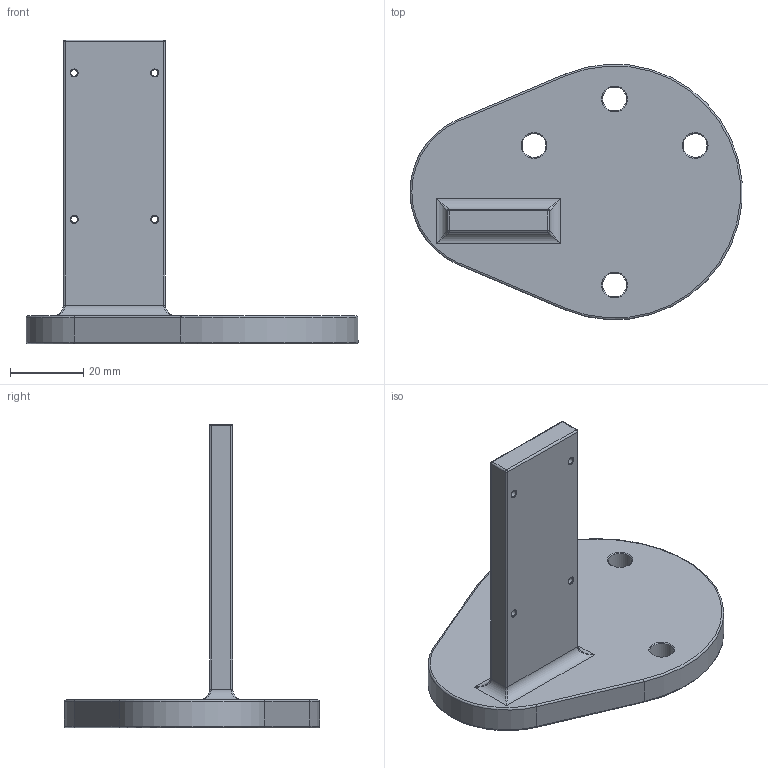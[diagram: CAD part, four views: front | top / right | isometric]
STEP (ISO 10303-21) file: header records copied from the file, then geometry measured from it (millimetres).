
FILE_DESCRIPTION(('FreeCAD Model'),'2;1');
FILE_NAME('Open CASCADE Shape Model','2021-08-17T16:10:09',('Author'),( ''),'Open CASCADE STEP processor 7.4','FreeCAD','Unknown');
FILE_SCHEMA(('AUTOMOTIVE_DESIGN { 1 0 10303 214 1 1 1 1 }'));
Length unit declared in the file: millimetre
Products named in the file (1): Chamfer001
Bounding box: 90.68 x 69.74 x 82.97 mm (x, y, z)
Volume: 48428.3 mm3; surface area: 16726 mm2
Topology: 1 solids, 1 shells, 63 faces, 140 edges, 72 vertices
Faces by surface type: cylinder 26, cone 16, plane 9, bspline 4, sphere 4, torus 4
Full cylindrical faces by diameter (mm): 1.778 x4, 6.528 x4
Entity records: 3686 total; most frequent: CARTESIAN_POINT 1048, DIRECTION 474, ORIENTED_EDGE 264, PCURVE 264, DEFINITIONAL_REPRESENTATION 264, LINE 224, VECTOR 224, EDGE_CURVE 132
